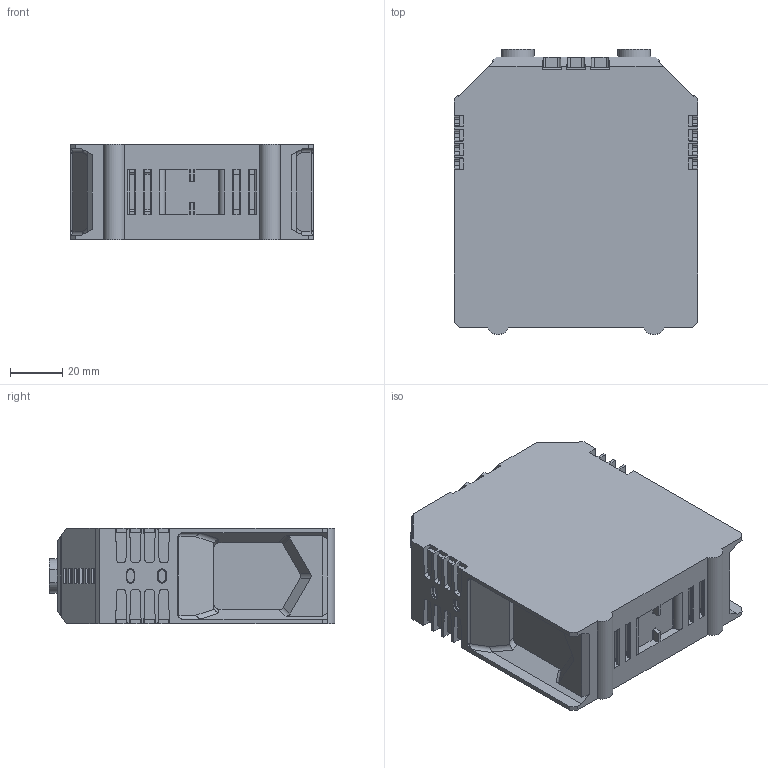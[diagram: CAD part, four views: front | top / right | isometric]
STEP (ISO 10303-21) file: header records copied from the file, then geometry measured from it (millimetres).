
FILE_DESCRIPTION(/* description */ (''),/* implementation_level */ '2;1');
FILE_NAME(/* name */ '1585_RK240_D_iso.stp',/* time_stamp */ '2011-07-26T10:44:41+02:00',/* author */ (''),/* organization */ (''),/* preprocessor_version */ 'ST-DEVELOPER v11',/* originating_system */ 'SIEMENS UGS NX 6.0',/* authorisation */ '');
FILE_SCHEMA (('CONFIG_CONTROL_DESIGN'));
Length unit declared in the file: millimetre
Products named in the file (1): 1585_RK240_D_iso
Bounding box: 93 x 109 x 36.3 mm (x, y, z)
Volume: 302686.3 mm3; surface area: 36890.3 mm2
Topology: 1 solids, 1 shells, 699 faces, 1948 edges, 1279 vertices
Faces by surface type: plane 444, cylinder 226, cone 10, torus 10, extrusion 9
Full cylindrical faces by diameter (mm): 2.75 x2, 10 x2
Entity records: 22536 total; most frequent: CARTESIAN_POINT 4149, ORIENTED_EDGE 3876, DIRECTION 3774, EDGE_CURVE 1938, VECTOR 1468, LINE 1459, VERTEX_POINT 1277, AXIS2_PLACEMENT_3D 1153
